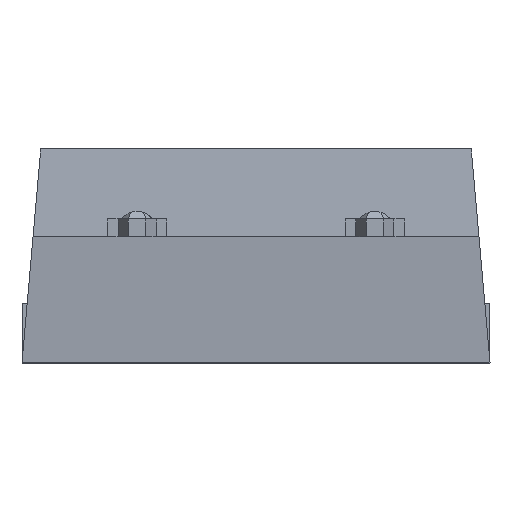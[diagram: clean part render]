
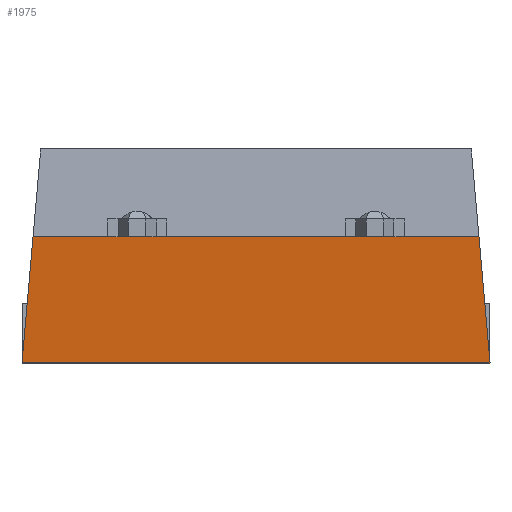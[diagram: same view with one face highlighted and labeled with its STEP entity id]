
A CAD part, front view. The second image highlights one B-rep face of the part: STEP entity #1975.
In plain terms, the highlighted face is planar.
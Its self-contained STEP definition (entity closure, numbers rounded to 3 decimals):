
#172=FACE_OUTER_BOUND('',#287,.T.);
#287=EDGE_LOOP('',(#1637,#1638,#1639,#1640));
#480=LINE('',#3158,#718);
#487=LINE('',#3171,#725);
#488=LINE('',#3174,#726);
#489=LINE('',#3175,#727);
#718=VECTOR('',#2593,10.);
#725=VECTOR('',#2602,10.);
#726=VECTOR('',#2605,10.);
#727=VECTOR('',#2606,10.);
#922=VERTEX_POINT('',#3156);
#923=VERTEX_POINT('',#3157);
#927=VERTEX_POINT('',#3167);
#929=VERTEX_POINT('',#3173);
#1166=EDGE_CURVE('',#922,#923,#480,.T.);
#1173=EDGE_CURVE('',#922,#927,#487,.T.);
#1174=EDGE_CURVE('',#927,#929,#488,.T.);
#1175=EDGE_CURVE('',#929,#923,#489,.T.);
#1637=ORIENTED_EDGE('',*,*,#1174,.F.);
#1638=ORIENTED_EDGE('',*,*,#1173,.F.);
#1639=ORIENTED_EDGE('',*,*,#1166,.T.);
#1640=ORIENTED_EDGE('',*,*,#1175,.F.);
#1871=PLANE('',#2177);
#1975=ADVANCED_FACE('',(#172),#1871,.T.);
#2177=AXIS2_PLACEMENT_3D('',#3172,#2603,#2604);
#2593=DIRECTION('',(-0.087,-0.992,-0.087));
#2602=DIRECTION('',(1.,0.,0.));
#2603=DIRECTION('center_axis',(0.,-0.087,0.996));
#2604=DIRECTION('ref_axis',(0.,-0.996,-0.087));
#2605=DIRECTION('',(0.087,-0.992,-0.087));
#2606=DIRECTION('',(-1.,0.,0.));
#3156=CARTESIAN_POINT('',(-4.764,2.695,8.65));
#3157=CARTESIAN_POINT('',(-5.,0.,8.414));
#3158=CARTESIAN_POINT('',(-4.736,3.023,8.679));
#3167=CARTESIAN_POINT('',(4.764,2.695,8.65));
#3171=CARTESIAN_POINT('',(0.,2.695,8.65));
#3172=CARTESIAN_POINT('Origin',(0.,2.695,8.65));
#3173=CARTESIAN_POINT('',(5.,0.,8.414));
#3174=CARTESIAN_POINT('',(5.013,-0.147,8.401));
#3175=CARTESIAN_POINT('',(0.,0.,8.414));
